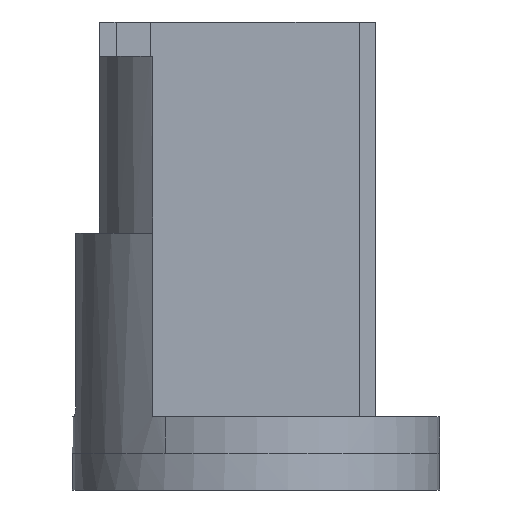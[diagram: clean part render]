
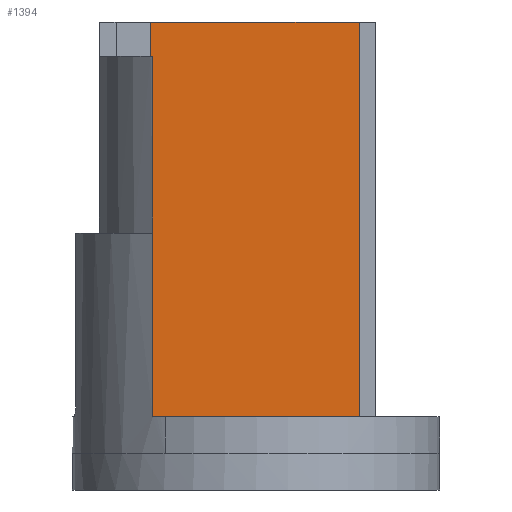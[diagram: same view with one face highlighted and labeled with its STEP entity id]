
A CAD part, front view. The second image highlights one B-rep face of the part: STEP entity #1394.
In plain terms, the highlighted planar face has unit normal (0, -1, 0).
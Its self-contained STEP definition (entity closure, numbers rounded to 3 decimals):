
#658=CARTESIAN_POINT('Line Origine',(-73.179,-6.35,59.69)) ;
#662=CARTESIAN_POINT('Vertex',(-58.733,-6.35,59.69)) ;
#664=CARTESIAN_POINT('Vertex',(-87.625,-6.35,59.69)) ;
#959=CARTESIAN_POINT('Vertex',(-58.733,-6.35,5.08)) ;
#962=CARTESIAN_POINT('Line Origine',(-73.02,-6.35,5.08)) ;
#966=CARTESIAN_POINT('Vertex',(-87.308,-6.35,5.08)) ;
#1311=CARTESIAN_POINT('Vertex',(-87.625,-6.35,54.928)) ;
#1314=CARTESIAN_POINT('Line Origine',(-87.625,-6.35,57.309)) ;
#1357=CARTESIAN_POINT('Axis2P3D Location',(-14.288,-6.35,5.08)) ;
#1362=CARTESIAN_POINT('Line Origine',(-58.733,-6.35,32.385)) ;
#1374=CARTESIAN_POINT('Line Origine',(-87.466,-6.35,54.928)) ;
#1378=CARTESIAN_POINT('Vertex',(-87.308,-6.35,54.928)) ;
#1381=CARTESIAN_POINT('Line Origine',(-87.308,-6.35,30.004)) ;
#660=VECTOR('Line Direction',#659,1.) ;
#964=VECTOR('Line Direction',#963,1.) ;
#1316=VECTOR('Line Direction',#1315,1.) ;
#1364=VECTOR('Line Direction',#1363,1.) ;
#1376=VECTOR('Line Direction',#1375,1.) ;
#1383=VECTOR('Line Direction',#1382,1.) ;
#659=DIRECTION('Vector Direction',(1.,0.,0.)) ;
#963=DIRECTION('Vector Direction',(-1.,0.,0.)) ;
#1315=DIRECTION('Vector Direction',(0.,0.,-1.)) ;
#1358=DIRECTION('Axis2P3D Direction',(0.,1.,-0.)) ;
#1359=DIRECTION('Axis2P3D XDirection',(-1.,0.,0.)) ;
#1363=DIRECTION('Vector Direction',(0.,0.,1.)) ;
#1375=DIRECTION('Vector Direction',(1.,0.,0.)) ;
#1382=DIRECTION('Vector Direction',(0.,0.,1.)) ;
#1360=AXIS2_PLACEMENT_3D('Plane Axis2P3D',#1357,#1358,#1359) ;
#661=LINE('Line',#658,#660) ;
#965=LINE('Line',#962,#964) ;
#1317=LINE('Line',#1314,#1316) ;
#1365=LINE('Line',#1362,#1364) ;
#1377=LINE('Line',#1374,#1376) ;
#1384=LINE('Line',#1381,#1383) ;
#1361=PLANE('',#1360) ;
#666=EDGE_CURVE('',#663,#665,#661,.F.) ;
#968=EDGE_CURVE('',#960,#967,#965,.T.) ;
#1318=EDGE_CURVE('',#665,#1312,#1317,.T.) ;
#1366=EDGE_CURVE('',#960,#663,#1365,.T.) ;
#1380=EDGE_CURVE('',#1379,#1312,#1377,.F.) ;
#1385=EDGE_CURVE('',#967,#1379,#1384,.T.) ;
#1387=ORIENTED_EDGE('',*,*,#666,.T.) ;
#1388=ORIENTED_EDGE('',*,*,#1318,.T.) ;
#1389=ORIENTED_EDGE('',*,*,#1380,.F.) ;
#1390=ORIENTED_EDGE('',*,*,#1385,.F.) ;
#1391=ORIENTED_EDGE('',*,*,#968,.F.) ;
#1392=ORIENTED_EDGE('',*,*,#1366,.T.) ;
#1386=EDGE_LOOP('',(#1387,#1388,#1389,#1390,#1391,#1392)) ;
#663=VERTEX_POINT('',#662) ;
#665=VERTEX_POINT('',#664) ;
#960=VERTEX_POINT('',#959) ;
#967=VERTEX_POINT('',#966) ;
#1312=VERTEX_POINT('',#1311) ;
#1379=VERTEX_POINT('',#1378) ;
#1394=ADVANCED_FACE('PartBody',(#1393),#1361,.F.) ;
#1393=FACE_OUTER_BOUND('',#1386,.T.) ;
